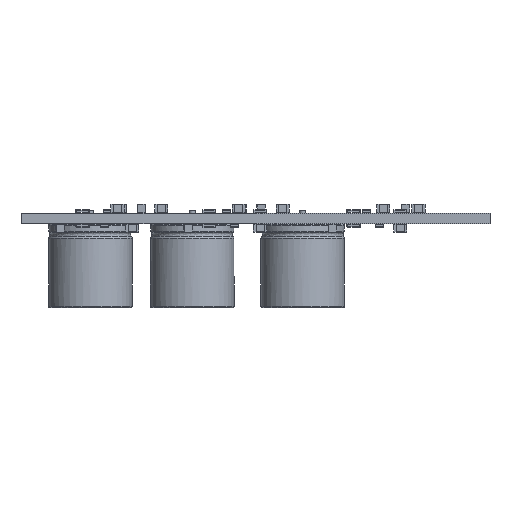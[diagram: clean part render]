
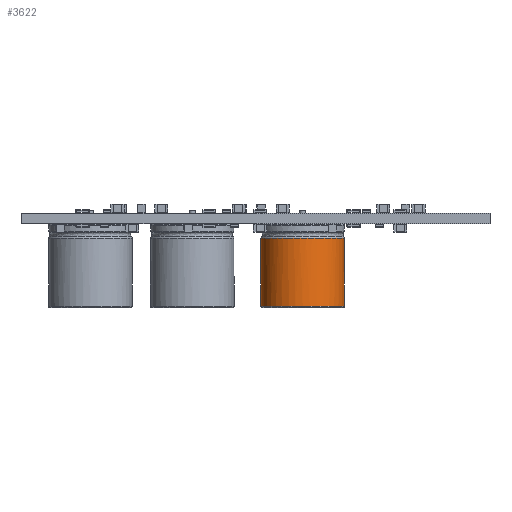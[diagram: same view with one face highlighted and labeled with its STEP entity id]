
A CAD part, front view. The second image highlights one B-rep face of the part: STEP entity #3622.
In plain terms, the highlighted cylindrical face has radius 6.25 mm (diameter 12.5 mm), a partial arc.
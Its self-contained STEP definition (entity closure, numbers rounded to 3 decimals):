
#3259 = VERTEX_POINT('',#3260);
#3260 = CARTESIAN_POINT('',(8.274,-2.392,
    2.135));
#3271 = EDGE_CURVE('',#3259,#3272,#3274,.T.);
#3272 = VERTEX_POINT('',#3273);
#3273 = CARTESIAN_POINT('',(8.274,2.392,2.135
    ));
#3274 = B_SPLINE_CURVE_WITH_KNOTS('',12,(#3275,#3276,#3277,#3278,#3279,
    #3280,#3281,#3282,#3283,#3284,#3285,#3286,#3287,#3288,#3289,#3290,
    #3291,#3292,#3293,#3294,#3295,#3296,#3297,#3298,#3299,#3300,#3301,
    #3302,#3303,#3304,#3305,#3306,#3307,#3308,#3309),.UNSPECIFIED.,.F.,
  .F.,(13,11,11,13),(-1.464,0.,34.361
    ,35.825),.UNSPECIFIED.);
#3275 = CARTESIAN_POINT('',(8.835,-1.039,
    2.135));
#3276 = CARTESIAN_POINT('',(8.787,-1.153,
    2.135));
#3277 = CARTESIAN_POINT('',(8.741,-1.266,
    2.135));
#3278 = CARTESIAN_POINT('',(8.694,-1.379,
    2.135));
#3279 = CARTESIAN_POINT('',(8.647,-1.492,
    2.135));
#3280 = CARTESIAN_POINT('',(8.6,-1.605,
    2.135));
#3281 = CARTESIAN_POINT('',(8.553,-1.718,
    2.135));
#3282 = CARTESIAN_POINT('',(8.507,-1.831,
    2.135));
#3283 = CARTESIAN_POINT('',(8.46,-1.943,
    2.135));
#3284 = CARTESIAN_POINT('',(8.414,-2.056,
    2.135));
#3285 = CARTESIAN_POINT('',(8.367,-2.168,
    2.135));
#3286 = CARTESIAN_POINT('',(8.321,-2.28,
    2.135));
#3287 = CARTESIAN_POINT('',(7.186,-5.019,2.135
    ));
#3288 = CARTESIAN_POINT('',(4.777,-7.146,2.135
    ));
#3289 = CARTESIAN_POINT('',(1.299,-7.989,
    2.135));
#3290 = CARTESIAN_POINT('',(-2.43,-6.892,
    2.135));
#3291 = CARTESIAN_POINT('',(-5.207,-4.157,
    2.135));
#3292 = CARTESIAN_POINT('',(-6.599,0.,
    2.135));
#3293 = CARTESIAN_POINT('',(-5.207,4.157,
    2.135));
#3294 = CARTESIAN_POINT('',(-2.43,6.892,2.135)
  );
#3295 = CARTESIAN_POINT('',(1.299,7.989,2.135)
  );
#3296 = CARTESIAN_POINT('',(4.777,7.146,2.135
    ));
#3297 = CARTESIAN_POINT('',(7.186,5.019,2.135
    ));
#3298 = CARTESIAN_POINT('',(8.321,2.28,2.135
    ));
#3299 = CARTESIAN_POINT('',(8.367,2.168,2.135
    ));
#3300 = CARTESIAN_POINT('',(8.414,2.056,2.135
    ));
#3301 = CARTESIAN_POINT('',(8.46,1.943,2.135
    ));
#3302 = CARTESIAN_POINT('',(8.507,1.831,2.135
    ));
#3303 = CARTESIAN_POINT('',(8.553,1.718,2.135
    ));
#3304 = CARTESIAN_POINT('',(8.6,1.605,2.135
    ));
#3305 = CARTESIAN_POINT('',(8.647,1.492,2.135
    ));
#3306 = CARTESIAN_POINT('',(8.694,1.379,2.135
    ));
#3307 = CARTESIAN_POINT('',(8.741,1.266,2.135
    ));
#3308 = CARTESIAN_POINT('',(8.787,1.153,2.135
    ));
#3309 = CARTESIAN_POINT('',(8.835,1.039,2.135
    ));
#3622 = ADVANCED_FACE('',(#3623),#3649,.T.);
#3623 = FACE_BOUND('',#3624,.T.);
#3624 = EDGE_LOOP('',(#3625,#3636,#3642,#3643));
#3625 = ORIENTED_EDGE('',*,*,#3626,.T.);
#3626 = EDGE_CURVE('',#3627,#3629,#3631,.T.);
#3627 = VERTEX_POINT('',#3628);
#3628 = CARTESIAN_POINT('',(8.274,-2.392,12.3));
#3629 = VERTEX_POINT('',#3630);
#3630 = CARTESIAN_POINT('',(8.274,2.392,12.3));
#3631 = CIRCLE('',#3632,6.25);
#3632 = AXIS2_PLACEMENT_3D('',#3633,#3634,#3635);
#3633 = CARTESIAN_POINT('',(2.5,0.,12.3));
#3634 = DIRECTION('',(0.,-0.,-1.));
#3635 = DIRECTION('',(0.924,-0.383,0.));
#3636 = ORIENTED_EDGE('',*,*,#3637,.F.);
#3637 = EDGE_CURVE('',#3272,#3629,#3638,.T.);
#3638 = LINE('',#3639,#3640);
#3639 = CARTESIAN_POINT('',(8.274,2.392,2.));
#3640 = VECTOR('',#3641,1.);
#3641 = DIRECTION('',(0.,0.,1.));
#3642 = ORIENTED_EDGE('',*,*,#3271,.F.);
#3643 = ORIENTED_EDGE('',*,*,#3644,.T.);
#3644 = EDGE_CURVE('',#3259,#3627,#3645,.T.);
#3645 = LINE('',#3646,#3647);
#3646 = CARTESIAN_POINT('',(8.274,-2.392,2.));
#3647 = VECTOR('',#3648,1.);
#3648 = DIRECTION('',(0.,0.,1.));
#3649 = CYLINDRICAL_SURFACE('',#3650,6.25);
#3650 = AXIS2_PLACEMENT_3D('',#3651,#3652,#3653);
#3651 = CARTESIAN_POINT('',(2.5,0.,2.));
#3652 = DIRECTION('',(0.,0.,1.));
#3653 = DIRECTION('',(0.924,-0.383,0.));
